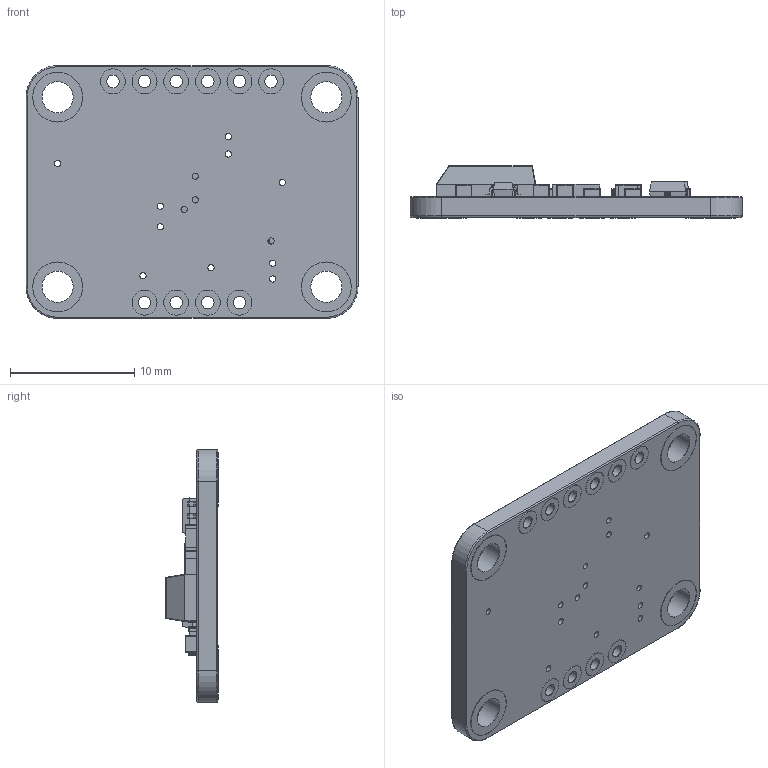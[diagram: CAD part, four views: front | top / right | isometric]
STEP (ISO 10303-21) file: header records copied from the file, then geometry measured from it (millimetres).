
FILE_DESCRIPTION(/* description */ (''),/* implementation_level */ '2;1');
FILE_NAME(/* name */ 'Adafruit_BNO055.step',/* time_stamp */ '2022-02-13T13:52:51-05:00',/* author */ (''),/* organization */ (''),/* preprocessor_version */ 'ST-DEVELOPER v18.1',/* originating_system */ 'Autodesk Translation Framework v10.13.0.1454',/* authorisation */ '');
FILE_SCHEMA (('AUTOMOTIVE_DESIGN { 1 0 10303 214 3 1 1 }'));
Length unit declared in the file: millimetre
Products named in the file (1): Adafruit_BNO055
Bounding box: 26.67 x 4.2 x 20.32 mm (x, y, z)
Volume: 979 mm3; surface area: 1991.9 mm2
Topology: 89 solids, 89 shells, 682 faces, 1433 edges, 915 vertices
Faces by surface type: plane 480, cylinder 175, sphere 18, torus 9
Full cylindrical faces by diameter (mm): 0.5 x15, 1 x32, 2 x20, 2.5 x12, 4 x8
Entity records: 18653 total; most frequent: DIRECTION 3139, CARTESIAN_POINT 3015, ORIENTED_EDGE 2834, EDGE_CURVE 1417, LINE 1061, VECTOR 1061, AXIS2_PLACEMENT_3D 1039, VERTEX_POINT 915
